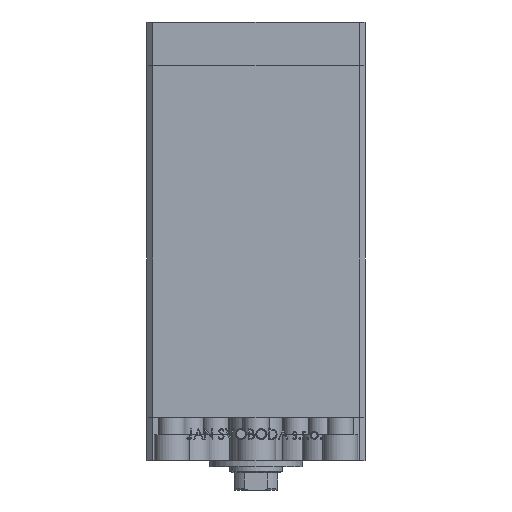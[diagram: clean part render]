
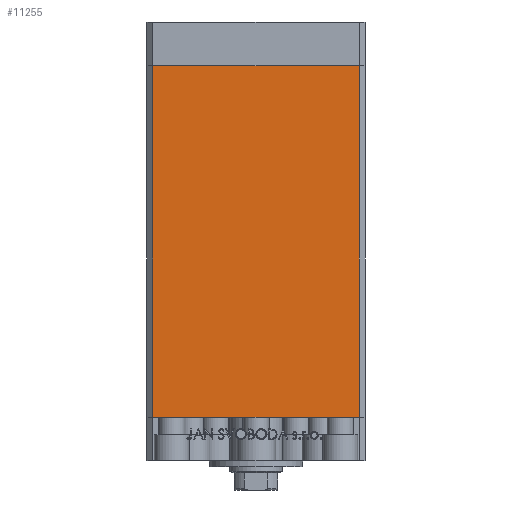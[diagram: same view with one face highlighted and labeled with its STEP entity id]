
A CAD part, front view. The second image highlights one B-rep face of the part: STEP entity #11255.
In plain terms, the highlighted planar face has unit normal (0, -1, 0).
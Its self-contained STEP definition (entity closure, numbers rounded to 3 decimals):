
#3021 = ORIENTED_EDGE ( 'NONE', *, *, #27219, .T. ) ;
#7198 = VECTOR ( 'NONE', #41716, 1000. ) ;
#10701 = DIRECTION ( 'NONE',  ( 0., 1., 0. ) ) ;
#11229 = VERTEX_POINT ( 'NONE', #36359 ) ;
#11255 = ADVANCED_FACE ( 'NONE', ( #33352 ), #32854, .F. ) ;
#11344 = ORIENTED_EDGE ( 'NONE', *, *, #27983, .F. ) ;
#11819 = CARTESIAN_POINT ( 'NONE',  ( -35.5, -32.5, 0. ) ) ;
#11823 = EDGE_LOOP ( 'NONE', ( #26644, #28903, #11344, #3021 ) ) ;
#12222 = EDGE_CURVE ( 'NONE', #31317, #19886, #15309, .T. ) ;
#13538 = AXIS2_PLACEMENT_3D ( 'NONE', #44810, #10701, #42734 ) ;
#13714 = DIRECTION ( 'NONE',  ( 0., 0., -1. ) ) ;
#14744 = CARTESIAN_POINT ( 'NONE',  ( -35.5, -32.5, 121. ) ) ;
#15016 = EDGE_CURVE ( 'NONE', #11229, #19886, #39878, .T. ) ;
#15309 = LINE ( 'NONE', #11819, #7198 ) ;
#16092 = CARTESIAN_POINT ( 'NONE',  ( -35.5, -32.5, 121. ) ) ;
#18865 = CARTESIAN_POINT ( 'NONE',  ( 35.5, -32.5, 0. ) ) ;
#19824 = LINE ( 'NONE', #16092, #39254 ) ;
#19886 = VERTEX_POINT ( 'NONE', #18865 ) ;
#23042 = VERTEX_POINT ( 'NONE', #14744 ) ;
#24543 = DIRECTION ( 'NONE',  ( 0., 0., -1. ) ) ;
#26644 = ORIENTED_EDGE ( 'NONE', *, *, #12222, .T. ) ;
#27219 = EDGE_CURVE ( 'NONE', #23042, #31317, #19824, .T. ) ;
#27983 = EDGE_CURVE ( 'NONE', #23042, #11229, #34892, .T. ) ;
#28889 = CARTESIAN_POINT ( 'NONE',  ( 35.5, -32.5, 121. ) ) ;
#28903 = ORIENTED_EDGE ( 'NONE', *, *, #15016, .F. ) ;
#31317 = VERTEX_POINT ( 'NONE', #44260 ) ;
#32854 = PLANE ( 'NONE',  #13538 ) ;
#33352 = FACE_OUTER_BOUND ( 'NONE', #11823, .T. ) ;
#34504 = VECTOR ( 'NONE', #39131, 1000. ) ;
#34892 = LINE ( 'NONE', #35141, #34504 ) ;
#35141 = CARTESIAN_POINT ( 'NONE',  ( -35.5, -32.5, 121. ) ) ;
#36359 = CARTESIAN_POINT ( 'NONE',  ( 35.5, -32.5, 121. ) ) ;
#39131 = DIRECTION ( 'NONE',  ( 1., 0., 0. ) ) ;
#39254 = VECTOR ( 'NONE', #24543, 1000. ) ;
#39878 = LINE ( 'NONE', #28889, #44521 ) ;
#41716 = DIRECTION ( 'NONE',  ( 1., 0., 0. ) ) ;
#42734 = DIRECTION ( 'NONE',  ( 0., 0., 1. ) ) ;
#44260 = CARTESIAN_POINT ( 'NONE',  ( -35.5, -32.5, 0. ) ) ;
#44521 = VECTOR ( 'NONE', #13714, 1000. ) ;
#44810 = CARTESIAN_POINT ( 'NONE',  ( -35.5, -32.5, 121. ) ) ;
